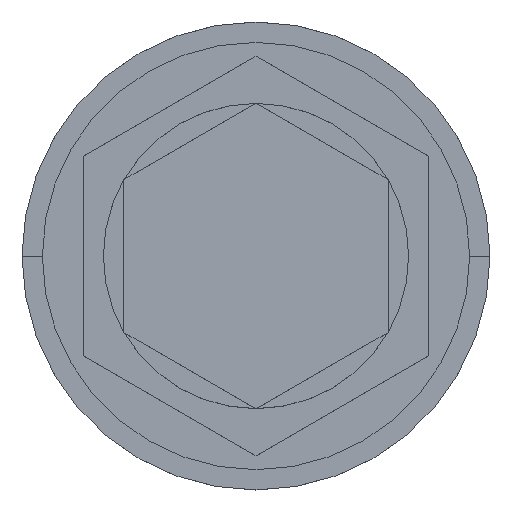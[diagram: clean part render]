
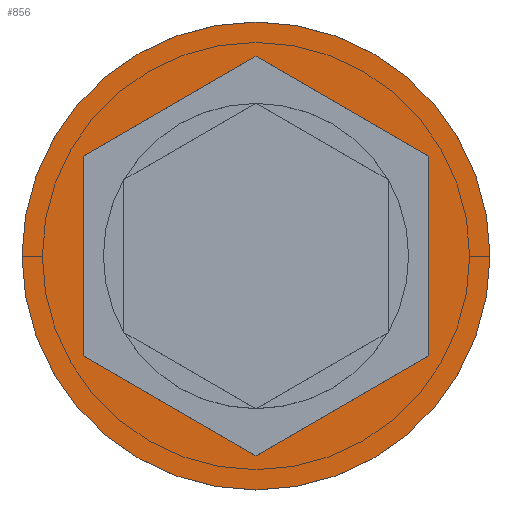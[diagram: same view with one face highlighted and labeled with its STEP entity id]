
A CAD part, top view. The second image highlights one B-rep face of the part: STEP entity #856.
In plain terms, the highlighted planar face has unit normal (0, 0, 1).
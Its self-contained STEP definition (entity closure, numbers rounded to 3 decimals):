
#71 = VERTEX_POINT ( 'NONE', #1768 ) ;
#152 = CARTESIAN_POINT ( 'NONE',  ( 4.25, 2.454, 0. ) ) ;
#161 = LINE ( 'NONE', #2149, #1083 ) ;
#246 = AXIS2_PLACEMENT_3D ( 'NONE', #1381, #1204, #845 ) ;
#265 = EDGE_CURVE ( 'NONE', #641, #71, #1581, .T. ) ;
#325 = DIRECTION ( 'NONE',  ( 0., 0., 1. ) ) ;
#402 = VECTOR ( 'NONE', #1986, 1000. ) ;
#421 = ORIENTED_EDGE ( 'NONE', *, *, #265, .T. ) ;
#425 = CARTESIAN_POINT ( 'NONE',  ( -4.25, -2.454, 0. ) ) ;
#471 = AXIS2_PLACEMENT_3D ( 'NONE', #1879, #2067, #1728 ) ;
#481 = VECTOR ( 'NONE', #1288, 1000. ) ;
#506 = LINE ( 'NONE', #2263, #619 ) ;
#521 = CARTESIAN_POINT ( 'NONE',  ( 4.25, -2.454, 0. ) ) ;
#533 = CARTESIAN_POINT ( 'NONE',  ( 0., 0., 0. ) ) ;
#549 = CARTESIAN_POINT ( 'NONE',  ( 0., -4.907, 0. ) ) ;
#560 = CARTESIAN_POINT ( 'NONE',  ( 4.25, 2.454, 0. ) ) ;
#608 = EDGE_CURVE ( 'NONE', #2312, #2070, #1427, .T. ) ;
#614 = EDGE_CURVE ( 'NONE', #71, #641, #1989, .T. ) ;
#619 = VECTOR ( 'NONE', #1003, 1000. ) ;
#633 = DIRECTION ( 'NONE',  ( 0.866, -0.5, 0. ) ) ;
#641 = VERTEX_POINT ( 'NONE', #1962 ) ;
#651 = PLANE ( 'NONE',  #246 ) ;
#652 = CARTESIAN_POINT ( 'NONE',  ( 4.25, -2.454, 0. ) ) ;
#655 = ORIENTED_EDGE ( 'NONE', *, *, #614, .T. ) ;
#734 = LINE ( 'NONE', #560, #481 ) ;
#785 = VECTOR ( 'NONE', #633, 1000. ) ;
#845 = DIRECTION ( 'NONE',  ( 1., 0., 0. ) ) ;
#856 = ADVANCED_FACE ( 'NONE', ( #1253, #1571 ), #651, .T. ) ;
#944 = CARTESIAN_POINT ( 'NONE',  ( -4.25, 2.454, 0. ) ) ;
#1003 = DIRECTION ( 'NONE',  ( -0.866, -0.5, 0. ) ) ;
#1004 = VERTEX_POINT ( 'NONE', #549 ) ;
#1034 = EDGE_CURVE ( 'NONE', #2070, #2249, #734, .T. ) ;
#1061 = DIRECTION ( 'NONE',  ( 1., 0., 0. ) ) ;
#1068 = ORIENTED_EDGE ( 'NONE', *, *, #1841, .F. ) ;
#1069 = DIRECTION ( 'NONE',  ( 0., 1., 0. ) ) ;
#1083 = VECTOR ( 'NONE', #1470, 1000. ) ;
#1129 = VERTEX_POINT ( 'NONE', #425 ) ;
#1176 = EDGE_CURVE ( 'NONE', #1129, #1004, #2191, .T. ) ;
#1186 = CARTESIAN_POINT ( 'NONE',  ( -4.25, -2.454, 0. ) ) ;
#1204 = DIRECTION ( 'NONE',  ( 0., 0., 1. ) ) ;
#1253 = FACE_BOUND ( 'NONE', #1306, .T. ) ;
#1288 = DIRECTION ( 'NONE',  ( -0.866, 0.5, 0. ) ) ;
#1306 = EDGE_LOOP ( 'NONE', ( #1415, #1499, #2119, #2189, #1351, #1068 ) ) ;
#1351 = ORIENTED_EDGE ( 'NONE', *, *, #2044, .F. ) ;
#1356 = AXIS2_PLACEMENT_3D ( 'NONE', #533, #325, #1061 ) ;
#1381 = CARTESIAN_POINT ( 'NONE',  ( 0., 0., 0. ) ) ;
#1415 = ORIENTED_EDGE ( 'NONE', *, *, #1034, .F. ) ;
#1418 = EDGE_CURVE ( 'NONE', #1004, #2312, #1976, .T. ) ;
#1427 = LINE ( 'NONE', #521, #1765 ) ;
#1470 = DIRECTION ( 'NONE',  ( 0., -1., 0. ) ) ;
#1499 = ORIENTED_EDGE ( 'NONE', *, *, #608, .F. ) ;
#1571 = FACE_OUTER_BOUND ( 'NONE', #1637, .T. ) ;
#1581 = CIRCLE ( 'NONE', #471, 5.75 ) ;
#1637 = EDGE_LOOP ( 'NONE', ( #421, #655 ) ) ;
#1728 = DIRECTION ( 'NONE',  ( 1., 0., 0. ) ) ;
#1765 = VECTOR ( 'NONE', #1069, 1000. ) ;
#1768 = CARTESIAN_POINT ( 'NONE',  ( -5.75, 0., 0. ) ) ;
#1841 = EDGE_CURVE ( 'NONE', #2249, #2162, #506, .T. ) ;
#1879 = CARTESIAN_POINT ( 'NONE',  ( 0., 0., 0. ) ) ;
#1962 = CARTESIAN_POINT ( 'NONE',  ( 5.75, 0., 0. ) ) ;
#1965 = CARTESIAN_POINT ( 'NONE',  ( 0., -4.907, 0. ) ) ;
#1976 = LINE ( 'NONE', #1965, #402 ) ;
#1986 = DIRECTION ( 'NONE',  ( 0.866, 0.5, 0. ) ) ;
#1989 = CIRCLE ( 'NONE', #1356, 5.75 ) ;
#2044 = EDGE_CURVE ( 'NONE', #2162, #1129, #161, .T. ) ;
#2067 = DIRECTION ( 'NONE',  ( 0., 0., 1. ) ) ;
#2070 = VERTEX_POINT ( 'NONE', #152 ) ;
#2119 = ORIENTED_EDGE ( 'NONE', *, *, #1418, .F. ) ;
#2149 = CARTESIAN_POINT ( 'NONE',  ( -4.25, 2.454, 0. ) ) ;
#2162 = VERTEX_POINT ( 'NONE', #944 ) ;
#2189 = ORIENTED_EDGE ( 'NONE', *, *, #1176, .F. ) ;
#2191 = LINE ( 'NONE', #1186, #785 ) ;
#2238 = CARTESIAN_POINT ( 'NONE',  ( 0., 4.907, 0. ) ) ;
#2249 = VERTEX_POINT ( 'NONE', #2238 ) ;
#2263 = CARTESIAN_POINT ( 'NONE',  ( 0., 4.907, 0. ) ) ;
#2312 = VERTEX_POINT ( 'NONE', #652 ) ;
